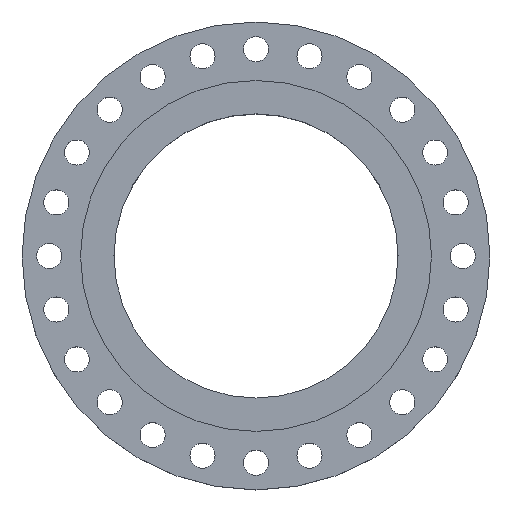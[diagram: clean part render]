
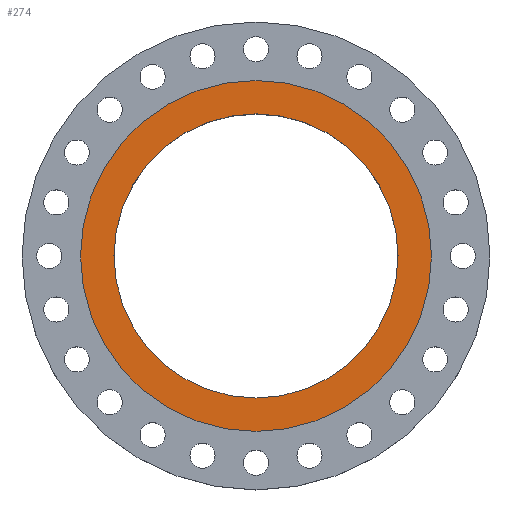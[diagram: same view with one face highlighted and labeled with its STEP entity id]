
A CAD part, top view. The second image highlights one B-rep face of the part: STEP entity #274.
In plain terms, the highlighted planar face has unit normal (0, 0, 1).
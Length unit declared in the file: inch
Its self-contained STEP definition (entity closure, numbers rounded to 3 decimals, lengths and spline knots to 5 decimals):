
#13 = DIRECTION ( 'NONE',  ( 1., 0., 0. ) ) ;
#57 = AXIS2_PLACEMENT_3D ( 'NONE', #879, #1612, #890 ) ;
#155 = ORIENTED_EDGE ( 'NONE', *, *, #1913, .T. ) ;
#196 = EDGE_CURVE ( 'NONE', #657, #1714, #2305, .T. ) ;
#274 = ADVANCED_FACE ( 'NONE', ( #756, #1814 ), #1652, .F. ) ;
#405 = DIRECTION ( 'NONE',  ( 0., 0., 1. ) ) ;
#423 = DIRECTION ( 'NONE',  ( 0., 0., 1. ) ) ;
#440 = DIRECTION ( 'NONE',  ( 1., 0., 0. ) ) ;
#499 = DIRECTION ( 'NONE',  ( 1., 0., 0. ) ) ;
#523 = ORIENTED_EDGE ( 'NONE', *, *, #1256, .F. ) ;
#595 = CARTESIAN_POINT ( 'NONE',  ( -8.5, 0., 0. ) ) ;
#657 = VERTEX_POINT ( 'NONE', #1816 ) ;
#744 = DIRECTION ( 'NONE',  ( -1., 0., 0. ) ) ;
#756 = FACE_BOUND ( 'NONE', #1012, .T. ) ;
#877 = AXIS2_PLACEMENT_3D ( 'NONE', #2144, #1981, #499 ) ;
#879 = CARTESIAN_POINT ( 'NONE',  ( 0., 0., 0. ) ) ;
#890 = DIRECTION ( 'NONE',  ( 1., 0., 0. ) ) ;
#942 = EDGE_LOOP ( 'NONE', ( #1197, #155 ) ) ;
#967 = ORIENTED_EDGE ( 'NONE', *, *, #2198, .F. ) ;
#1012 = EDGE_LOOP ( 'NONE', ( #523, #967 ) ) ;
#1197 = ORIENTED_EDGE ( 'NONE', *, *, #196, .T. ) ;
#1256 = EDGE_CURVE ( 'NONE', #1323, #2314, #1901, .T. ) ;
#1323 = VERTEX_POINT ( 'NONE', #1422 ) ;
#1422 = CARTESIAN_POINT ( 'NONE',  ( 8.5, 0., 0. ) ) ;
#1437 = CARTESIAN_POINT ( 'NONE',  ( 0., 0., 0. ) ) ;
#1498 = CARTESIAN_POINT ( 'NONE',  ( -10.5, 0., 0. ) ) ;
#1612 = DIRECTION ( 'NONE',  ( 0., 0., 1. ) ) ;
#1652 = PLANE ( 'NONE',  #2156 ) ;
#1667 = DIRECTION ( 'NONE',  ( 0., 0., -1. ) ) ;
#1714 = VERTEX_POINT ( 'NONE', #1498 ) ;
#1752 = AXIS2_PLACEMENT_3D ( 'NONE', #2045, #423, #440 ) ;
#1814 = FACE_OUTER_BOUND ( 'NONE', #942, .T. ) ;
#1816 = CARTESIAN_POINT ( 'NONE',  ( 10.5, 0., 0. ) ) ;
#1901 = CIRCLE ( 'NONE', #57, 8.5 ) ;
#1913 = EDGE_CURVE ( 'NONE', #1714, #657, #1944, .T. ) ;
#1944 = CIRCLE ( 'NONE', #1752, 10.5 ) ;
#1981 = DIRECTION ( 'NONE',  ( 0., 0., 1. ) ) ;
#2006 = CIRCLE ( 'NONE', #2049, 8.5 ) ;
#2045 = CARTESIAN_POINT ( 'NONE',  ( 0., 0., 0. ) ) ;
#2049 = AXIS2_PLACEMENT_3D ( 'NONE', #1437, #405, #13 ) ;
#2144 = CARTESIAN_POINT ( 'NONE',  ( 0., 0., 0. ) ) ;
#2156 = AXIS2_PLACEMENT_3D ( 'NONE', #2200, #1667, #744 ) ;
#2198 = EDGE_CURVE ( 'NONE', #2314, #1323, #2006, .T. ) ;
#2200 = CARTESIAN_POINT ( 'NONE',  ( 0., 8.5, 0. ) ) ;
#2305 = CIRCLE ( 'NONE', #877, 10.5 ) ;
#2314 = VERTEX_POINT ( 'NONE', #595 ) ;
